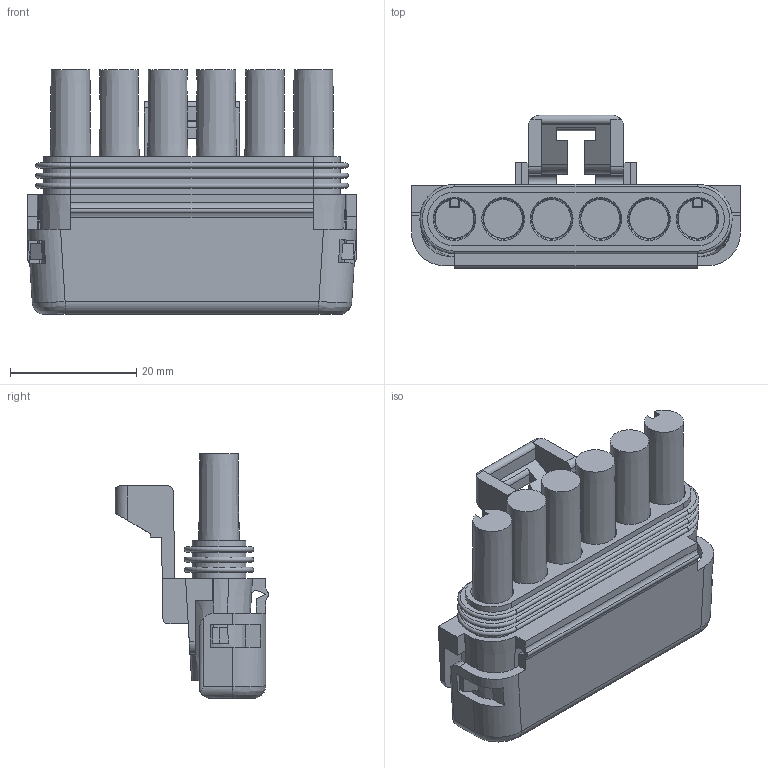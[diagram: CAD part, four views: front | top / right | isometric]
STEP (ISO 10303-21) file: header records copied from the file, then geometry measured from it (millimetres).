
FILE_DESCRIPTION(/* description */ (''),/* implementation_level */ '2;1');
FILE_NAME(/* name */ '12020926-ENV11_04-CONN.stp',/* time_stamp */ '2023-07-14T16:28:37+08:00',/* author */ (''),/* organization */ (''),/* preprocessor_version */ 'ST-DEVELOPER v16',/* originating_system */ 'SIEMENS PLM Software NX 11.0',/* authorisation */ '');
FILE_SCHEMA (('AUTOMOTIVE_DESIGN { 1 0 10303 214 3 1 1 1 }'));
Length unit declared in the file: millimetre
Products named in the file (1): 12020926-ENV11_04-CONN
Bounding box: 52.11 x 24.35 x 38.8 mm (x, y, z)
Volume: 15713.4 mm3; surface area: 10037.8 mm2
Topology: 1 solids, 1 shells, 240 faces, 671 edges, 440 vertices
Faces by surface type: plane 139, cylinder 77, cone 16, torus 6, bspline 2
Entity records: 8141 total; most frequent: CARTESIAN_POINT 1970, ORIENTED_EDGE 1302, DIRECTION 1263, EDGE_CURVE 651, VERTEX_POINT 432, AXIS2_PLACEMENT_3D 427, LINE 409, VECTOR 409
